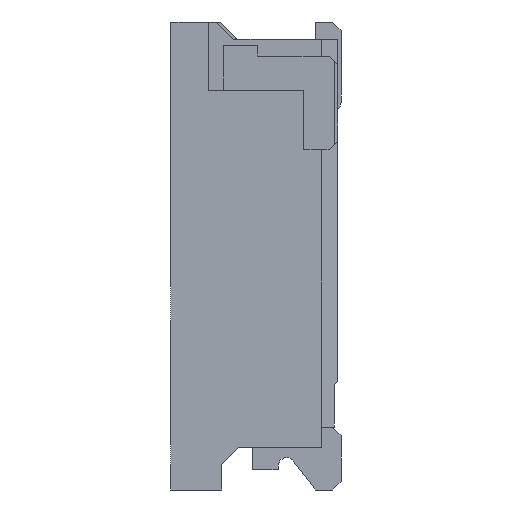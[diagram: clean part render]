
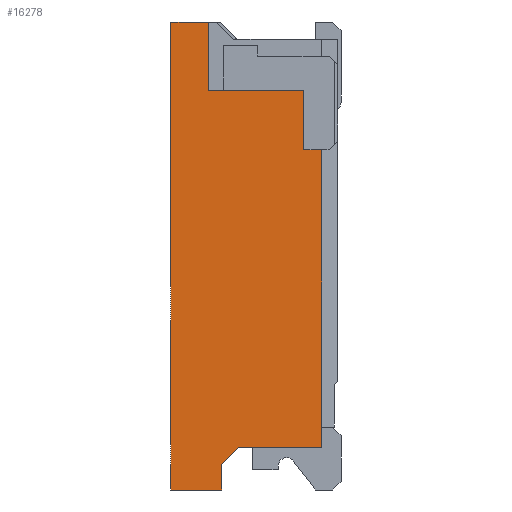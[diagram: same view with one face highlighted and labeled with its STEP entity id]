
A CAD part, left-side view. The second image highlights one B-rep face of the part: STEP entity #16278.
In plain terms, the highlighted planar face has unit normal (-1, 0, 0).
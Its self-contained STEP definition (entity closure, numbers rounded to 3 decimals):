
#1=DIRECTION('',(0.,1.,0.));
#2=VECTOR('',#1,0.105);
#3=CARTESIAN_POINT('',(-5.,-0.395,0.625));
#4=LINE('',#3,#2);
#5=DIRECTION('',(0.,0.,-1.));
#6=VECTOR('',#5,1.75);
#7=CARTESIAN_POINT('',(-5.,-0.395,0.625));
#8=LINE('',#7,#6);
#9=DIRECTION('',(0.,1.,0.));
#10=VECTOR('',#9,0.485);
#11=CARTESIAN_POINT('',(-5.,-0.395,-1.125));
#12=LINE('',#11,#10);
#13=DIRECTION('',(0.,0.707,-0.707));
#14=VECTOR('',#13,0.141);
#15=CARTESIAN_POINT('',(-5.,0.09,-1.125));
#16=LINE('',#15,#14);
#17=DIRECTION('',(0.,0.,-1.));
#18=VECTOR('',#17,0.15);
#19=CARTESIAN_POINT('',(-5.,0.19,-1.225));
#20=LINE('',#19,#18);
#21=DIRECTION('',(0.,1.,0.));
#22=VECTOR('',#21,0.3);
#23=CARTESIAN_POINT('',(-5.,0.19,-1.375));
#24=LINE('',#23,#22);
#25=DIRECTION('',(0.,0.,1.));
#26=VECTOR('',#25,2.75);
#27=CARTESIAN_POINT('',(-5.,0.49,-1.375));
#28=LINE('',#27,#26);
#29=DIRECTION('',(0.,-1.,0.));
#30=VECTOR('',#29,0.22);
#31=CARTESIAN_POINT('',(-5.,0.49,1.375));
#32=LINE('',#31,#30);
#33=DIRECTION('',(0.,0.,-1.));
#34=VECTOR('',#33,0.4);
#35=CARTESIAN_POINT('',(-5.,0.27,1.375));
#36=LINE('',#35,#34);
#37=DIRECTION('',(0.,1.,0.));
#38=VECTOR('',#37,0.56);
#39=CARTESIAN_POINT('',(-5.,-0.29,0.975));
#40=LINE('',#39,#38);
#41=DIRECTION('',(0.,0.,1.));
#42=VECTOR('',#41,0.35);
#43=CARTESIAN_POINT('',(-5.,-0.29,0.625));
#44=LINE('',#43,#42);
#12293=CARTESIAN_POINT('',(-5.,0.19,-1.375));
#12294=CARTESIAN_POINT('',(-5.,0.49,-1.375));
#12295=VERTEX_POINT('',#12293);
#12296=VERTEX_POINT('',#12294);
#12297=CARTESIAN_POINT('',(-5.,0.49,1.375));
#12298=VERTEX_POINT('',#12297);
#12305=CARTESIAN_POINT('',(-5.,0.09,-1.125));
#12306=CARTESIAN_POINT('',(-5.,0.19,-1.225));
#12307=VERTEX_POINT('',#12305);
#12308=VERTEX_POINT('',#12306);
#12559=CARTESIAN_POINT('',(-5.,-0.395,-1.125));
#12560=VERTEX_POINT('',#12559);
#12735=CARTESIAN_POINT('',(-5.,0.27,0.975));
#12737=VERTEX_POINT('',#12735);
#12763=CARTESIAN_POINT('',(-5.,-0.395,0.625));
#12764=CARTESIAN_POINT('',(-5.,-0.29,0.625));
#12765=VERTEX_POINT('',#12763);
#12766=VERTEX_POINT('',#12764);
#12767=CARTESIAN_POINT('',(-5.,-0.29,0.975));
#12768=VERTEX_POINT('',#12767);
#12769=CARTESIAN_POINT('',(-5.,0.27,1.375));
#12770=VERTEX_POINT('',#12769);
#16249=CARTESIAN_POINT('',(-5.,0.,0.));
#16250=DIRECTION('',(1.,0.,0.));
#16251=DIRECTION('',(0.,0.,-1.));
#16252=AXIS2_PLACEMENT_3D('',#16249,#16250,#16251);
#16253=PLANE('',#16252);
#16255=ORIENTED_EDGE('',*,*,#16254,.F.);
#16257=ORIENTED_EDGE('',*,*,#16256,.T.);
#16259=ORIENTED_EDGE('',*,*,#16258,.T.);
#16261=ORIENTED_EDGE('',*,*,#16260,.T.);
#16263=ORIENTED_EDGE('',*,*,#16262,.T.);
#16265=ORIENTED_EDGE('',*,*,#16264,.T.);
#16267=ORIENTED_EDGE('',*,*,#16266,.T.);
#16269=ORIENTED_EDGE('',*,*,#16268,.T.);
#16271=ORIENTED_EDGE('',*,*,#16270,.T.);
#16273=ORIENTED_EDGE('',*,*,#16272,.F.);
#16275=ORIENTED_EDGE('',*,*,#16274,.F.);
#16276=EDGE_LOOP('',(#16255,#16257,#16259,#16261,#16263,#16265,#16267,#16269,
#16271,#16273,#16275));
#16277=FACE_OUTER_BOUND('',#16276,.F.);
#16278=ADVANCED_FACE('',(#16277),#16253,.F.);
#16254=EDGE_CURVE('',#12765,#12766,#4,.T.);
#16256=EDGE_CURVE('',#12765,#12560,#8,.T.);
#16258=EDGE_CURVE('',#12560,#12307,#12,.T.);
#16260=EDGE_CURVE('',#12307,#12308,#16,.T.);
#16262=EDGE_CURVE('',#12308,#12295,#20,.T.);
#16264=EDGE_CURVE('',#12295,#12296,#24,.T.);
#16266=EDGE_CURVE('',#12296,#12298,#28,.T.);
#16268=EDGE_CURVE('',#12298,#12770,#32,.T.);
#16270=EDGE_CURVE('',#12770,#12737,#36,.T.);
#16272=EDGE_CURVE('',#12768,#12737,#40,.T.);
#16274=EDGE_CURVE('',#12766,#12768,#44,.T.);
